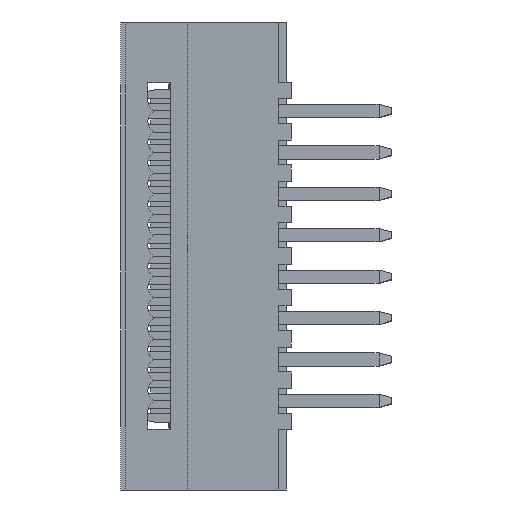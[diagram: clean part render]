
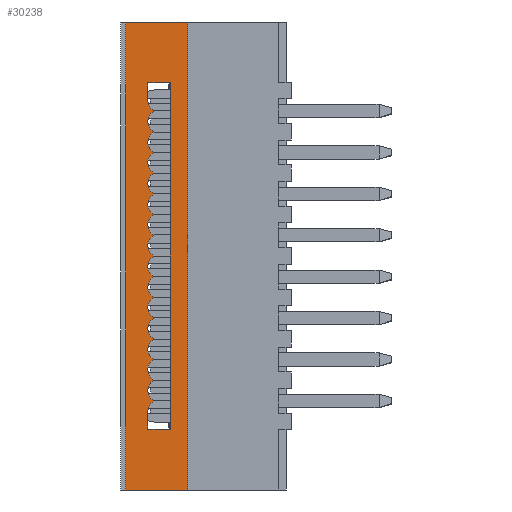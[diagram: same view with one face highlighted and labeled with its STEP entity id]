
A CAD part, left-side view. The second image highlights one B-rep face of the part: STEP entity #30238.
In plain terms, the highlighted face is planar.
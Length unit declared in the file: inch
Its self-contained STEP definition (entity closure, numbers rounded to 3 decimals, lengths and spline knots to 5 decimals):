
#182=CIRCLE('',#31545,0.0147);
#183=CIRCLE('',#31546,0.0147);
#184=CIRCLE('',#31547,0.0147);
#185=CIRCLE('',#31548,0.0147);
#186=CIRCLE('',#31549,0.0147);
#187=CIRCLE('',#31550,0.0147);
#188=CIRCLE('',#31551,0.0147);
#189=CIRCLE('',#31552,0.0147);
#190=CIRCLE('',#31553,0.0147);
#191=CIRCLE('',#31554,0.0147);
#192=CIRCLE('',#31555,0.0147);
#193=CIRCLE('',#31556,0.0147);
#194=CIRCLE('',#31557,0.0147);
#195=CIRCLE('',#31558,0.0147);
#196=CIRCLE('',#31559,0.0147);
#197=CIRCLE('',#31560,0.0147);
#2852=ORIENTED_EDGE('',*,*,#9680,.F.);
#2853=ORIENTED_EDGE('',*,*,#9681,.F.);
#2854=ORIENTED_EDGE('',*,*,#9682,.F.);
#2855=ORIENTED_EDGE('',*,*,#9683,.F.);
#2856=ORIENTED_EDGE('',*,*,#9684,.F.);
#2857=ORIENTED_EDGE('',*,*,#9685,.F.);
#2858=ORIENTED_EDGE('',*,*,#9686,.F.);
#2859=ORIENTED_EDGE('',*,*,#9687,.F.);
#2860=ORIENTED_EDGE('',*,*,#9688,.F.);
#2861=ORIENTED_EDGE('',*,*,#9689,.F.);
#2862=ORIENTED_EDGE('',*,*,#9690,.F.);
#2863=ORIENTED_EDGE('',*,*,#9691,.F.);
#2864=ORIENTED_EDGE('',*,*,#9692,.F.);
#2865=ORIENTED_EDGE('',*,*,#9693,.F.);
#2866=ORIENTED_EDGE('',*,*,#9694,.F.);
#2867=ORIENTED_EDGE('',*,*,#9695,.F.);
#2868=ORIENTED_EDGE('',*,*,#9696,.F.);
#2869=ORIENTED_EDGE('',*,*,#9697,.F.);
#2870=ORIENTED_EDGE('',*,*,#9698,.F.);
#2871=ORIENTED_EDGE('',*,*,#9699,.F.);
#2872=ORIENTED_EDGE('',*,*,#9700,.F.);
#2873=ORIENTED_EDGE('',*,*,#9672,.T.);
#2874=ORIENTED_EDGE('',*,*,#9701,.F.);
#2875=ORIENTED_EDGE('',*,*,#9702,.F.);
#2876=ORIENTED_EDGE('',*,*,#9677,.T.);
#9672=EDGE_CURVE('',#13202,#13204,#16113,.T.);
#9677=EDGE_CURVE('',#13209,#13202,#16118,.T.);
#9680=EDGE_CURVE('',#13211,#13212,#16121,.T.);
#9681=EDGE_CURVE('',#13213,#13211,#182,.F.);
#9682=EDGE_CURVE('',#13214,#13213,#183,.F.);
#9683=EDGE_CURVE('',#13215,#13214,#184,.F.);
#9684=EDGE_CURVE('',#13216,#13215,#185,.F.);
#9685=EDGE_CURVE('',#13217,#13216,#186,.F.);
#9686=EDGE_CURVE('',#13218,#13217,#187,.F.);
#9687=EDGE_CURVE('',#13219,#13218,#188,.F.);
#9688=EDGE_CURVE('',#13220,#13219,#189,.F.);
#9689=EDGE_CURVE('',#13221,#13220,#190,.F.);
#9690=EDGE_CURVE('',#13222,#13221,#191,.F.);
#9691=EDGE_CURVE('',#13223,#13222,#192,.F.);
#9692=EDGE_CURVE('',#13224,#13223,#193,.F.);
#9693=EDGE_CURVE('',#13225,#13224,#194,.F.);
#9694=EDGE_CURVE('',#13226,#13225,#195,.F.);
#9695=EDGE_CURVE('',#13227,#13226,#196,.F.);
#9696=EDGE_CURVE('',#13228,#13227,#197,.F.);
#9697=EDGE_CURVE('',#13229,#13228,#16122,.T.);
#9698=EDGE_CURVE('',#13230,#13229,#16123,.T.);
#9699=EDGE_CURVE('',#13231,#13230,#16124,.T.);
#9700=EDGE_CURVE('',#13212,#13231,#16125,.T.);
#9701=EDGE_CURVE('',#13232,#13204,#16126,.T.);
#9702=EDGE_CURVE('',#13209,#13232,#16127,.T.);
#13202=VERTEX_POINT('',#42242);
#13204=VERTEX_POINT('',#42246);
#13209=VERTEX_POINT('',#42258);
#13211=VERTEX_POINT('',#42264);
#13212=VERTEX_POINT('',#42265);
#13213=VERTEX_POINT('',#42267);
#13214=VERTEX_POINT('',#42269);
#13215=VERTEX_POINT('',#42271);
#13216=VERTEX_POINT('',#42273);
#13217=VERTEX_POINT('',#42275);
#13218=VERTEX_POINT('',#42277);
#13219=VERTEX_POINT('',#42279);
#13220=VERTEX_POINT('',#42281);
#13221=VERTEX_POINT('',#42283);
#13222=VERTEX_POINT('',#42285);
#13223=VERTEX_POINT('',#42287);
#13224=VERTEX_POINT('',#42289);
#13225=VERTEX_POINT('',#42291);
#13226=VERTEX_POINT('',#42293);
#13227=VERTEX_POINT('',#42295);
#13228=VERTEX_POINT('',#42297);
#13229=VERTEX_POINT('',#42299);
#13230=VERTEX_POINT('',#42301);
#13231=VERTEX_POINT('',#42303);
#13232=VERTEX_POINT('',#42306);
#16113=LINE('',#42247,#19498);
#16118=LINE('',#42257,#19503);
#16121=LINE('',#42263,#19506);
#16122=LINE('',#42298,#19507);
#16123=LINE('',#42300,#19508);
#16124=LINE('',#42302,#19509);
#16125=LINE('',#42304,#19510);
#16126=LINE('',#42305,#19511);
#16127=LINE('',#42307,#19512);
#19498=VECTOR('',#34896,39.37008);
#19503=VECTOR('',#34903,39.37008);
#19506=VECTOR('',#34908,39.37008);
#19507=VECTOR('',#34941,39.37008);
#19508=VECTOR('',#34942,39.37008);
#19509=VECTOR('',#34943,39.37008);
#19510=VECTOR('',#34944,39.37008);
#19511=VECTOR('',#34945,39.37008);
#19512=VECTOR('',#34946,39.37008);
#22178=EDGE_LOOP('',(#2852,#2853,#2854,#2855,#2856,#2857,#2858,#2859,#2860,
#2861,#2862,#2863,#2864,#2865,#2866,#2867,#2868,#2869,#2870,#2871,#2872));
#22179=EDGE_LOOP('',(#2873,#2874,#2875,#2876));
#23645=FACE_BOUND('',#22178,.T.);
#23646=FACE_BOUND('',#22179,.T.);
#25056=PLANE('',#31544);
#30238=ADVANCED_FACE('',(#23645,#23646),#25056,.F.);
#31544=AXIS2_PLACEMENT_3D('',#42262,#34906,#34907);
#31545=AXIS2_PLACEMENT_3D('',#42266,#34909,#34910);
#31546=AXIS2_PLACEMENT_3D('',#42268,#34911,#34912);
#31547=AXIS2_PLACEMENT_3D('',#42270,#34913,#34914);
#31548=AXIS2_PLACEMENT_3D('',#42272,#34915,#34916);
#31549=AXIS2_PLACEMENT_3D('',#42274,#34917,#34918);
#31550=AXIS2_PLACEMENT_3D('',#42276,#34919,#34920);
#31551=AXIS2_PLACEMENT_3D('',#42278,#34921,#34922);
#31552=AXIS2_PLACEMENT_3D('',#42280,#34923,#34924);
#31553=AXIS2_PLACEMENT_3D('',#42282,#34925,#34926);
#31554=AXIS2_PLACEMENT_3D('',#42284,#34927,#34928);
#31555=AXIS2_PLACEMENT_3D('',#42286,#34929,#34930);
#31556=AXIS2_PLACEMENT_3D('',#42288,#34931,#34932);
#31557=AXIS2_PLACEMENT_3D('',#42290,#34933,#34934);
#31558=AXIS2_PLACEMENT_3D('',#42292,#34935,#34936);
#31559=AXIS2_PLACEMENT_3D('',#42294,#34937,#34938);
#31560=AXIS2_PLACEMENT_3D('',#42296,#34939,#34940);
#34896=DIRECTION('',(1.,0.,0.));
#34903=DIRECTION('',(0.,-1.,0.));
#34906=DIRECTION('',(0.,0.,-1.));
#34907=DIRECTION('',(-1.,0.,0.));
#34908=DIRECTION('',(-1.,0.,0.));
#34909=DIRECTION('',(0.,0.,-1.));
#34910=DIRECTION('',(-1.,0.,0.));
#34911=DIRECTION('',(0.,0.,-1.));
#34912=DIRECTION('',(-1.,0.,0.));
#34913=DIRECTION('',(0.,0.,-1.));
#34914=DIRECTION('',(-1.,0.,0.));
#34915=DIRECTION('',(0.,0.,-1.));
#34916=DIRECTION('',(-1.,0.,0.));
#34917=DIRECTION('',(0.,0.,-1.));
#34918=DIRECTION('',(-1.,0.,0.));
#34919=DIRECTION('',(0.,0.,-1.));
#34920=DIRECTION('',(-1.,0.,0.));
#34921=DIRECTION('',(0.,0.,-1.));
#34922=DIRECTION('',(-1.,0.,0.));
#34923=DIRECTION('',(0.,0.,-1.));
#34924=DIRECTION('',(-1.,0.,0.));
#34925=DIRECTION('',(0.,0.,-1.));
#34926=DIRECTION('',(-1.,0.,0.));
#34927=DIRECTION('',(0.,0.,-1.));
#34928=DIRECTION('',(-1.,0.,0.));
#34929=DIRECTION('',(0.,0.,-1.));
#34930=DIRECTION('',(-1.,0.,0.));
#34931=DIRECTION('',(0.,0.,-1.));
#34932=DIRECTION('',(-1.,0.,0.));
#34933=DIRECTION('',(0.,0.,-1.));
#34934=DIRECTION('',(-1.,0.,0.));
#34935=DIRECTION('',(0.,0.,-1.));
#34936=DIRECTION('',(-1.,0.,0.));
#34937=DIRECTION('',(0.,0.,-1.));
#34938=DIRECTION('',(-1.,0.,0.));
#34939=DIRECTION('',(0.,0.,-1.));
#34940=DIRECTION('',(-1.,0.,0.));
#34941=DIRECTION('',(-1.,0.,0.));
#34942=DIRECTION('',(0.,1.,0.));
#34943=DIRECTION('',(1.,0.,0.));
#34944=DIRECTION('',(0.,-1.,0.));
#34945=DIRECTION('',(0.,-1.,0.));
#34946=DIRECTION('',(1.,0.,0.));
#42242=CARTESIAN_POINT('',(-0.2825,0.,0.06));
#42246=CARTESIAN_POINT('',(0.2825,0.,0.06));
#42247=CARTESIAN_POINT('',(-0.2825,0.,0.06));
#42257=CARTESIAN_POINT('',(-0.2825,0.075,0.06));
#42258=CARTESIAN_POINT('',(-0.2825,0.075,0.06));
#42262=CARTESIAN_POINT('',(-0.2825,0.075,0.06));
#42263=CARTESIAN_POINT('',(-0.2825,0.048,0.06));
#42264=CARTESIAN_POINT('',(-0.1875,0.048,0.06));
#42265=CARTESIAN_POINT('',(-0.209,0.048,0.06));
#42266=CARTESIAN_POINT('',(-0.1875,0.0333,0.06));
#42267=CARTESIAN_POINT('',(-0.175,0.04104,0.06));
#42268=CARTESIAN_POINT('',(-0.1625,0.0333,0.06));
#42269=CARTESIAN_POINT('',(-0.15,0.04104,0.06));
#42270=CARTESIAN_POINT('',(-0.1375,0.0333,0.06));
#42271=CARTESIAN_POINT('',(-0.125,0.04104,0.06));
#42272=CARTESIAN_POINT('',(-0.1125,0.0333,0.06));
#42273=CARTESIAN_POINT('',(-0.1,0.04104,0.06));
#42274=CARTESIAN_POINT('',(-0.0875,0.0333,0.06));
#42275=CARTESIAN_POINT('',(-0.075,0.04104,0.06));
#42276=CARTESIAN_POINT('',(-0.0625,0.0333,0.06));
#42277=CARTESIAN_POINT('',(-0.05,0.04104,0.06));
#42278=CARTESIAN_POINT('',(-0.0375,0.0333,0.06));
#42279=CARTESIAN_POINT('',(-0.025,0.04104,0.06));
#42280=CARTESIAN_POINT('',(-0.0125,0.0333,0.06));
#42281=CARTESIAN_POINT('',(0.,0.04104,0.06));
#42282=CARTESIAN_POINT('',(0.0125,0.0333,0.06));
#42283=CARTESIAN_POINT('',(0.025,0.04104,0.06));
#42284=CARTESIAN_POINT('',(0.0375,0.0333,0.06));
#42285=CARTESIAN_POINT('',(0.05,0.04104,0.06));
#42286=CARTESIAN_POINT('',(0.0625,0.0333,0.06));
#42287=CARTESIAN_POINT('',(0.075,0.04104,0.06));
#42288=CARTESIAN_POINT('',(0.0875,0.0333,0.06));
#42289=CARTESIAN_POINT('',(0.1,0.04104,0.06));
#42290=CARTESIAN_POINT('',(0.1125,0.0333,0.06));
#42291=CARTESIAN_POINT('',(0.125,0.04104,0.06));
#42292=CARTESIAN_POINT('',(0.1375,0.0333,0.06));
#42293=CARTESIAN_POINT('',(0.15,0.04104,0.06));
#42294=CARTESIAN_POINT('',(0.1625,0.0333,0.06));
#42295=CARTESIAN_POINT('',(0.175,0.04104,0.06));
#42296=CARTESIAN_POINT('',(0.1875,0.0333,0.06));
#42297=CARTESIAN_POINT('',(0.1875,0.048,0.06));
#42298=CARTESIAN_POINT('',(-0.2825,0.048,0.06));
#42299=CARTESIAN_POINT('',(0.209,0.048,0.06));
#42300=CARTESIAN_POINT('',(0.209,0.075,0.06));
#42301=CARTESIAN_POINT('',(0.209,0.021,0.06));
#42302=CARTESIAN_POINT('',(-0.2825,0.021,0.06));
#42303=CARTESIAN_POINT('',(-0.209,0.021,0.06));
#42304=CARTESIAN_POINT('',(-0.209,0.075,0.06));
#42305=CARTESIAN_POINT('',(0.2825,0.075,0.06));
#42306=CARTESIAN_POINT('',(0.2825,0.075,0.06));
#42307=CARTESIAN_POINT('',(-0.2825,0.075,0.06));
